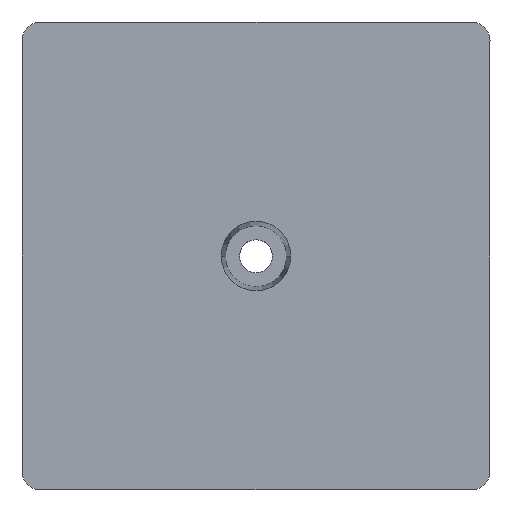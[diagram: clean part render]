
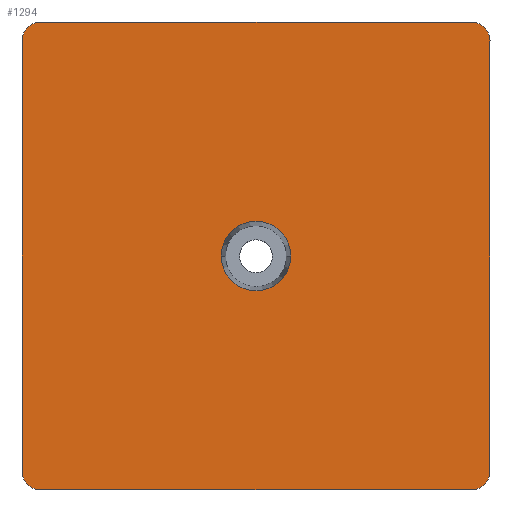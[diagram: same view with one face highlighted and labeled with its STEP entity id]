
A CAD part, top view. The second image highlights one B-rep face of the part: STEP entity #1294.
In plain terms, the highlighted planar face has unit normal (0, 0, 1).
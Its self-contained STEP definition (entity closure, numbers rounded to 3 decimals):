
#49 = ORIENTED_EDGE ( 'NONE', *, *, #3513, .F. ) ;
#76 = CARTESIAN_POINT ( 'NONE',  ( 35.65, 35.65, 15. ) ) ;
#131 = DIRECTION ( 'NONE',  ( 0., 0., 1. ) ) ;
#209 = AXIS2_PLACEMENT_3D ( 'NONE', #1902, #3951, #5849 ) ;
#239 = DIRECTION ( 'NONE',  ( 0., -1., 0. ) ) ;
#392 = CIRCLE ( 'NONE', #209, 3.704 ) ;
#428 = EDGE_CURVE ( 'NONE', #4622, #3227, #2471, .T. ) ;
#511 = VERTEX_POINT ( 'NONE', #5230 ) ;
#521 = AXIS2_PLACEMENT_3D ( 'NONE', #1636, #3663, #5600 ) ;
#674 = EDGE_CURVE ( 'NONE', #3227, #4622, #392, .T. ) ;
#847 = CARTESIAN_POINT ( 'NONE',  ( -10.25, -12.25, 15. ) ) ;
#891 = DIRECTION ( 'NONE',  ( 1., 0., 0. ) ) ;
#926 = CARTESIAN_POINT ( 'NONE',  ( -12.25, 35.65, 15. ) ) ;
#1142 = CARTESIAN_POINT ( 'NONE',  ( 0., -12.25, 15. ) ) ;
#1294 = ADVANCED_FACE ( 'NONE', ( #2115, #4187 ), #6052, .F. ) ;
#1369 = EDGE_CURVE ( 'NONE', #2179, #4237, #4505, .T. ) ;
#1457 = CARTESIAN_POINT ( 'NONE',  ( 16.404, 12.7, 15. ) ) ;
#1535 = DIRECTION ( 'NONE',  ( 0., 0., -1. ) ) ;
#1582 = LINE ( 'NONE', #3601, #2041 ) ;
#1636 = CARTESIAN_POINT ( 'NONE',  ( 0., 0., 15. ) ) ;
#1640 = CIRCLE ( 'NONE', #2606, 2. ) ;
#1659 = DIRECTION ( 'NONE',  ( 1., 0., 0. ) ) ;
#1704 = LINE ( 'NONE', #3732, #2715 ) ;
#1833 = VERTEX_POINT ( 'NONE', #2122 ) ;
#1839 = VECTOR ( 'NONE', #3123, 1000. ) ;
#1850 = LINE ( 'NONE', #5347, #3075 ) ;
#1902 = CARTESIAN_POINT ( 'NONE',  ( 12.7, 12.7, 15. ) ) ;
#1926 = ORIENTED_EDGE ( 'NONE', *, *, #3355, .F. ) ;
#1938 = ORIENTED_EDGE ( 'NONE', *, *, #5749, .F. ) ;
#2041 = VECTOR ( 'NONE', #5546, 1000. ) ;
#2043 = DIRECTION ( 'NONE',  ( 0., 0., -1. ) ) ;
#2101 = DIRECTION ( 'NONE',  ( 1., 0., 0. ) ) ;
#2115 = FACE_BOUND ( 'NONE', #6004, .T. ) ;
#2122 = CARTESIAN_POINT ( 'NONE',  ( 37.65, 35.65, 15. ) ) ;
#2179 = VERTEX_POINT ( 'NONE', #2550 ) ;
#2471 = CIRCLE ( 'NONE', #2478, 3.704 ) ;
#2478 = AXIS2_PLACEMENT_3D ( 'NONE', #4656, #131, #2101 ) ;
#2550 = CARTESIAN_POINT ( 'NONE',  ( 37.65, -10.25, 15. ) ) ;
#2587 = EDGE_CURVE ( 'NONE', #5180, #2802, #1640, .T. ) ;
#2606 = AXIS2_PLACEMENT_3D ( 'NONE', #4212, #6070, #1659 ) ;
#2715 = VECTOR ( 'NONE', #5665, 1000. ) ;
#2719 = CARTESIAN_POINT ( 'NONE',  ( 35.65, -10.25, 15. ) ) ;
#2726 = ORIENTED_EDGE ( 'NONE', *, *, #2587, .F. ) ;
#2802 = VERTEX_POINT ( 'NONE', #2927 ) ;
#2927 = CARTESIAN_POINT ( 'NONE',  ( -12.25, -10.25, 15. ) ) ;
#2940 = EDGE_LOOP ( 'NONE', ( #3699, #49, #1938, #4189, #3557, #1926, #2726, #5670 ) ) ;
#2970 = EDGE_CURVE ( 'NONE', #4237, #5180, #5584, .T. ) ;
#3075 = VECTOR ( 'NONE', #891, 1000. ) ;
#3123 = DIRECTION ( 'NONE',  ( -1., 0., 0. ) ) ;
#3227 = VERTEX_POINT ( 'NONE', #1457 ) ;
#3233 = VERTEX_POINT ( 'NONE', #3460 ) ;
#3355 = EDGE_CURVE ( 'NONE', #2802, #5609, #1582, .T. ) ;
#3391 = AXIS2_PLACEMENT_3D ( 'NONE', #76, #2043, #4116 ) ;
#3392 = CIRCLE ( 'NONE', #3391, 2. ) ;
#3401 = AXIS2_PLACEMENT_3D ( 'NONE', #5955, #1535, #3551 ) ;
#3402 = CIRCLE ( 'NONE', #3401, 2. ) ;
#3460 = CARTESIAN_POINT ( 'NONE',  ( -10.25, 37.65, 15. ) ) ;
#3513 = EDGE_CURVE ( 'NONE', #1833, #2179, #1704, .T. ) ;
#3551 = DIRECTION ( 'NONE',  ( 0., -1., 0. ) ) ;
#3557 = ORIENTED_EDGE ( 'NONE', *, *, #5739, .F. ) ;
#3601 = CARTESIAN_POINT ( 'NONE',  ( -12.25, 0., 15. ) ) ;
#3663 = DIRECTION ( 'NONE',  ( 0., 0., -1. ) ) ;
#3699 = ORIENTED_EDGE ( 'NONE', *, *, #1369, .F. ) ;
#3732 = CARTESIAN_POINT ( 'NONE',  ( 37.65, 0., 15. ) ) ;
#3951 = DIRECTION ( 'NONE',  ( 0., 0., 1. ) ) ;
#4036 = CARTESIAN_POINT ( 'NONE',  ( 8.996, 12.7, 15. ) ) ;
#4116 = DIRECTION ( 'NONE',  ( 1., 0., 0. ) ) ;
#4187 = FACE_OUTER_BOUND ( 'NONE', #2940, .T. ) ;
#4189 = ORIENTED_EDGE ( 'NONE', *, *, #5971, .F. ) ;
#4212 = CARTESIAN_POINT ( 'NONE',  ( -10.25, -10.25, 15. ) ) ;
#4237 = VERTEX_POINT ( 'NONE', #5116 ) ;
#4505 = CIRCLE ( 'NONE', #6164, 2. ) ;
#4622 = VERTEX_POINT ( 'NONE', #4036 ) ;
#4656 = CARTESIAN_POINT ( 'NONE',  ( 12.7, 12.7, 15. ) ) ;
#4759 = DIRECTION ( 'NONE',  ( 0., 0., -1. ) ) ;
#4987 = ORIENTED_EDGE ( 'NONE', *, *, #428, .F. ) ;
#5116 = CARTESIAN_POINT ( 'NONE',  ( 35.65, -12.25, 15. ) ) ;
#5180 = VERTEX_POINT ( 'NONE', #847 ) ;
#5230 = CARTESIAN_POINT ( 'NONE',  ( 35.65, 37.65, 15. ) ) ;
#5347 = CARTESIAN_POINT ( 'NONE',  ( 0., 37.65, 15. ) ) ;
#5546 = DIRECTION ( 'NONE',  ( 0., 1., 0. ) ) ;
#5584 = LINE ( 'NONE', #1142, #1839 ) ;
#5600 = DIRECTION ( 'NONE',  ( -1., 0., 0. ) ) ;
#5609 = VERTEX_POINT ( 'NONE', #926 ) ;
#5665 = DIRECTION ( 'NONE',  ( 0., -1., 0. ) ) ;
#5670 = ORIENTED_EDGE ( 'NONE', *, *, #2970, .F. ) ;
#5739 = EDGE_CURVE ( 'NONE', #5609, #3233, #3402, .T. ) ;
#5749 = EDGE_CURVE ( 'NONE', #511, #1833, #3392, .T. ) ;
#5849 = DIRECTION ( 'NONE',  ( 1., 0., 0. ) ) ;
#5955 = CARTESIAN_POINT ( 'NONE',  ( -10.25, 35.65, 15. ) ) ;
#5971 = EDGE_CURVE ( 'NONE', #3233, #511, #1850, .T. ) ;
#6004 = EDGE_LOOP ( 'NONE', ( #6271, #4987 ) ) ;
#6052 = PLANE ( 'NONE',  #521 ) ;
#6070 = DIRECTION ( 'NONE',  ( 0., 0., -1. ) ) ;
#6164 = AXIS2_PLACEMENT_3D ( 'NONE', #2719, #4759, #239 ) ;
#6271 = ORIENTED_EDGE ( 'NONE', *, *, #674, .F. ) ;
